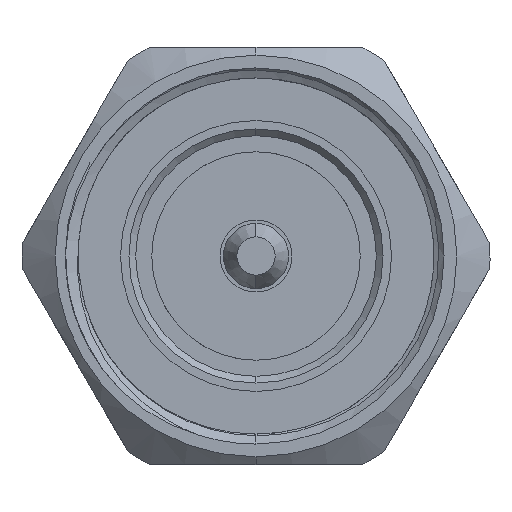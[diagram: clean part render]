
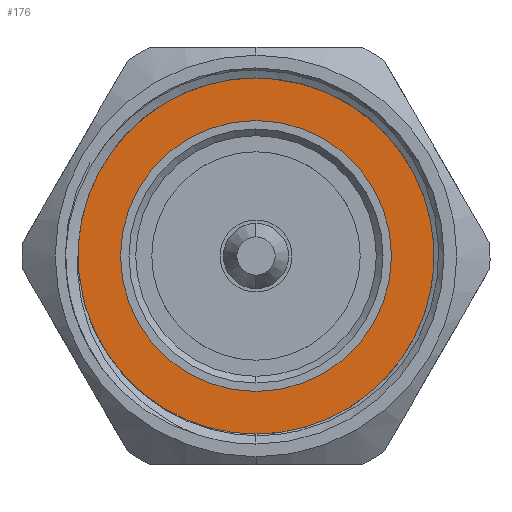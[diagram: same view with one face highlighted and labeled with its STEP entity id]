
A CAD part, left-side view. The second image highlights one B-rep face of the part: STEP entity #176.
In plain terms, the highlighted planar face has unit normal (-1, 0, 0).
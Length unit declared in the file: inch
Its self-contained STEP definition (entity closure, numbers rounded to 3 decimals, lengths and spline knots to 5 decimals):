
#176 = ADVANCED_FACE ( 'NONE', ( #3725, #237 ), #2115, .T. ) ;
#194 = VERTEX_POINT ( 'NONE', #2802 ) ;
#218 = CARTESIAN_POINT ( 'NONE',  ( 0.39764, 0., 0. ) ) ;
#237 = FACE_BOUND ( 'NONE', #282, .T. ) ;
#282 = EDGE_LOOP ( 'NONE', ( #3160, #2957 ) ) ;
#488 = AXIS2_PLACEMENT_3D ( 'NONE', #2388, #761, #2063 ) ;
#493 = CIRCLE ( 'NONE', #2900, 0.40551 ) ;
#503 = EDGE_CURVE ( 'NONE', #194, #1551, #3025, .T. ) ;
#635 = CARTESIAN_POINT ( 'NONE',  ( 0.39764, 0., -0.40551 ) ) ;
#761 = DIRECTION ( 'NONE',  ( -1., 0., 0. ) ) ;
#818 = DIRECTION ( 'NONE',  ( -1., 0., 0. ) ) ;
#938 = EDGE_CURVE ( 'NONE', #1832, #1545, #2822, .T. ) ;
#1027 = ORIENTED_EDGE ( 'NONE', *, *, #503, .T. ) ;
#1036 = DIRECTION ( 'NONE',  ( 0., 0., 1. ) ) ;
#1169 = CARTESIAN_POINT ( 'NONE',  ( 0.39764, 0., 0. ) ) ;
#1250 = AXIS2_PLACEMENT_3D ( 'NONE', #2168, #818, #2146 ) ;
#1304 = AXIS2_PLACEMENT_3D ( 'NONE', #1169, #2824, #3788 ) ;
#1523 = DIRECTION ( 'NONE',  ( -1., 0., 0. ) ) ;
#1545 = VERTEX_POINT ( 'NONE', #635 ) ;
#1551 = VERTEX_POINT ( 'NONE', #3248 ) ;
#1585 = EDGE_CURVE ( 'NONE', #1545, #1832, #493, .T. ) ;
#1832 = VERTEX_POINT ( 'NONE', #2085 ) ;
#2063 = DIRECTION ( 'NONE',  ( 0., 0., 1. ) ) ;
#2085 = CARTESIAN_POINT ( 'NONE',  ( 0.39764, 0., 0.40551 ) ) ;
#2115 = PLANE ( 'NONE',  #1304 ) ;
#2146 = DIRECTION ( 'NONE',  ( 0., 0., 1. ) ) ;
#2168 = CARTESIAN_POINT ( 'NONE',  ( 0.39764, 0., 0. ) ) ;
#2306 = EDGE_LOOP ( 'NONE', ( #1027, #3379 ) ) ;
#2388 = CARTESIAN_POINT ( 'NONE',  ( 0.39764, 0., 0. ) ) ;
#2646 = CARTESIAN_POINT ( 'NONE',  ( 0.39764, 0., 0. ) ) ;
#2666 = DIRECTION ( 'NONE',  ( -1., 0., 0. ) ) ;
#2802 = CARTESIAN_POINT ( 'NONE',  ( 0.39764, 0., 0.57237 ) ) ;
#2822 = CIRCLE ( 'NONE', #1250, 0.40551 ) ;
#2824 = DIRECTION ( 'NONE',  ( -1., 0., 0. ) ) ;
#2832 = DIRECTION ( 'NONE',  ( 0., 0., 1. ) ) ;
#2900 = AXIS2_PLACEMENT_3D ( 'NONE', #2646, #2666, #1036 ) ;
#2957 = ORIENTED_EDGE ( 'NONE', *, *, #938, .F. ) ;
#3025 = CIRCLE ( 'NONE', #488, 0.57237 ) ;
#3160 = ORIENTED_EDGE ( 'NONE', *, *, #1585, .F. ) ;
#3248 = CARTESIAN_POINT ( 'NONE',  ( 0.39764, 0., -0.57237 ) ) ;
#3379 = ORIENTED_EDGE ( 'NONE', *, *, #3405, .T. ) ;
#3405 = EDGE_CURVE ( 'NONE', #1551, #194, #3432, .T. ) ;
#3432 = CIRCLE ( 'NONE', #3986, 0.57237 ) ;
#3725 = FACE_OUTER_BOUND ( 'NONE', #2306, .T. ) ;
#3788 = DIRECTION ( 'NONE',  ( 0., 0., 1. ) ) ;
#3986 = AXIS2_PLACEMENT_3D ( 'NONE', #218, #1523, #2832 ) ;
